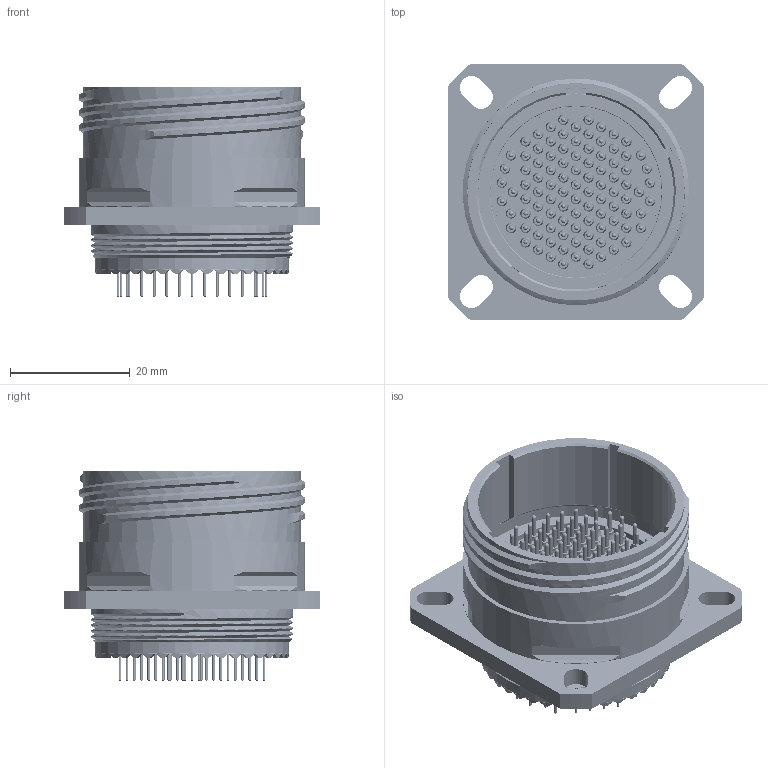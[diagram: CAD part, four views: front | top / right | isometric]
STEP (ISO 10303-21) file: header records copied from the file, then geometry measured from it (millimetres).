
FILE_DESCRIPTION((''),'2;1');
FILE_NAME('TVPS00DS-23-35P-P15-_SW','2022-03-29T14:24:07',('sigmaxadm'),(''),'CREO PARAMETRIC BY PTC INC, 2021184','CREO PARAMETRIC BY PTC INC, 2021184','');
FILE_SCHEMA(('CONFIG_CONTROL_DESIGN'));
Length unit declared in the file: inch
Products named in the file (1): TVPS00DS-23-35P-P15-_SW
Bounding box: 42.86 x 42.86 x 35.08 mm (x, y, z)
Volume: 19170.6 mm3; surface area: 15425.5 mm2
Topology: 1 solids, 1 shells, 3072 faces, 6819 edges, 4069 vertices
Faces by surface type: cylinder 990, plane 645, cone 615, torus 412, bspline 410
Entity records: 105481 total; most frequent: CARTESIAN_POINT 36900, DIRECTION 15679, ORIENTED_EDGE 13638, EDGE_CURVE 6819, AXIS2_PLACEMENT_3D 6714, VERTEX_POINT 4069, CIRCLE 4052, EDGE_LOOP 3400
